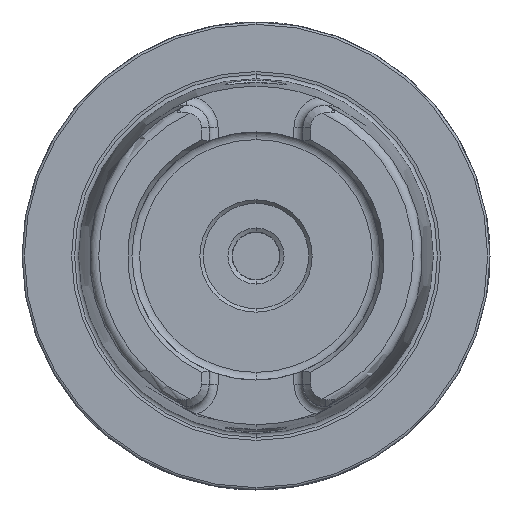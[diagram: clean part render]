
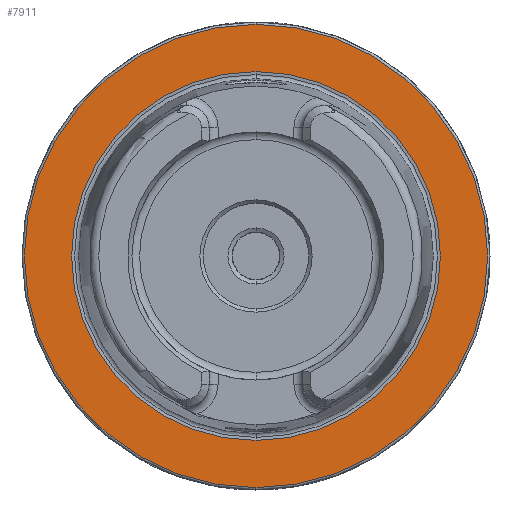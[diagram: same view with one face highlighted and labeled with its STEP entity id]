
A CAD part, left-side view. The second image highlights one B-rep face of the part: STEP entity #7911.
In plain terms, the highlighted planar face has unit normal (-1, 0, 0).
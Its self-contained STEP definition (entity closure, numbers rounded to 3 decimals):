
#1554 = ORIENTED_EDGE ( 'NONE', *, *, #3273, .T. ) ;
#1555 = ORIENTED_EDGE ( 'NONE', *, *, #3171, .T. ) ;
#1556 = ORIENTED_EDGE ( 'NONE', *, *, #3167, .F. ) ;
#1557 = ORIENTED_EDGE ( 'NONE', *, *, #3274, .F. ) ;
#2127 = EDGE_LOOP ( 'NONE', ( #1555, #1554 ) ) ;
#2148 = EDGE_LOOP ( 'NONE', ( #1557, #1556 ) ) ;
#3046 = AXIS2_PLACEMENT_3D ( 'NONE', #10214, #10242, #10243 ) ;
#3167 = EDGE_CURVE ( 'NONE', #9182, #9206, #7613, .T. ) ;
#3171 = EDGE_CURVE ( 'NONE', #9113, #9227, #7618, .T. ) ;
#3273 = EDGE_CURVE ( 'NONE', #9227, #9113, #7756, .T. ) ;
#3274 = EDGE_CURVE ( 'NONE', #9206, #9182, #7758, .T. ) ;
#4615 = CARTESIAN_POINT ( 'NONE',  ( 0., 0., 0. ) ) ;
#4616 = DIRECTION ( 'NONE',  ( -1., 0., 0. ) ) ;
#4617 = DIRECTION ( 'NONE',  ( 0., 0., 1. ) ) ;
#4618 = CARTESIAN_POINT ( 'NONE',  ( 0., 0., 0. ) ) ;
#4619 = DIRECTION ( 'NONE',  ( -1., 0., 0. ) ) ;
#4620 = DIRECTION ( 'NONE',  ( 0., 0., 1. ) ) ;
#7203 = CARTESIAN_POINT ( 'NONE',  ( 0., 0., 0. ) ) ;
#7204 = DIRECTION ( 'NONE',  ( -1., 0., 0. ) ) ;
#7205 = DIRECTION ( 'NONE',  ( 0., 0., 1. ) ) ;
#7213 = CARTESIAN_POINT ( 'NONE',  ( 0., 0., 0. ) ) ;
#7214 = DIRECTION ( 'NONE',  ( -1., 0., 0. ) ) ;
#7215 = DIRECTION ( 'NONE',  ( 0., 0., 1. ) ) ;
#7613 = CIRCLE ( 'NONE', #7619, 39.405 ) ;
#7618 = CIRCLE ( 'NONE', #7626, 49.5 ) ;
#7619 = AXIS2_PLACEMENT_3D ( 'NONE', #7203, #7204, #7205 ) ;
#7626 = AXIS2_PLACEMENT_3D ( 'NONE', #7213, #7214, #7215 ) ;
#7756 = CIRCLE ( 'NONE', #7759, 49.5 ) ;
#7758 = CIRCLE ( 'NONE', #7761, 39.405 ) ;
#7759 = AXIS2_PLACEMENT_3D ( 'NONE', #4615, #4616, #4617 ) ;
#7761 = AXIS2_PLACEMENT_3D ( 'NONE', #4618, #4619, #4620 ) ;
#7911 = ADVANCED_FACE ( 'NONE', ( #10240, #10241 ), #10238, .F. ) ;
#8638 = CARTESIAN_POINT ( 'NONE',  ( 0., 0., 49.5 ) ) ;
#8705 = CARTESIAN_POINT ( 'NONE',  ( 0., 0., -39.405 ) ) ;
#8729 = CARTESIAN_POINT ( 'NONE',  ( 0., 0., 39.405 ) ) ;
#8750 = CARTESIAN_POINT ( 'NONE',  ( 0., 0., -49.5 ) ) ;
#9113 = VERTEX_POINT ( 'NONE', #8638 ) ;
#9182 = VERTEX_POINT ( 'NONE', #8705 ) ;
#9206 = VERTEX_POINT ( 'NONE', #8729 ) ;
#9227 = VERTEX_POINT ( 'NONE', #8750 ) ;
#10214 = CARTESIAN_POINT ( 'NONE',  ( 0., 49.5, 0. ) ) ;
#10238 = PLANE ( 'NONE',  #3046 ) ;
#10240 = FACE_BOUND ( 'NONE', #2148, .T. ) ;
#10241 = FACE_OUTER_BOUND ( 'NONE', #2127, .T. ) ;
#10242 = DIRECTION ( 'NONE',  ( 1., 0., 0. ) ) ;
#10243 = DIRECTION ( 'NONE',  ( 0., 0., -1. ) ) ;
